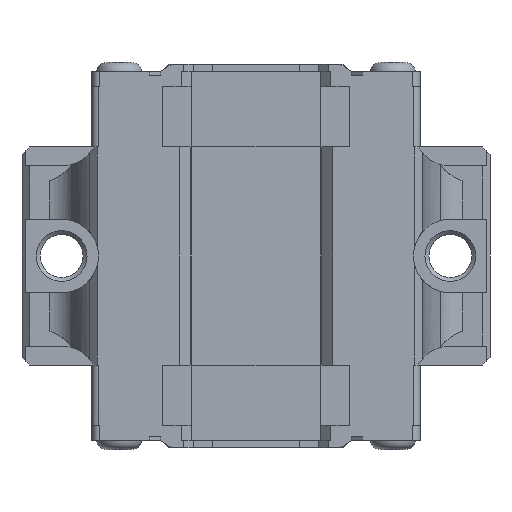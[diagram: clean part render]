
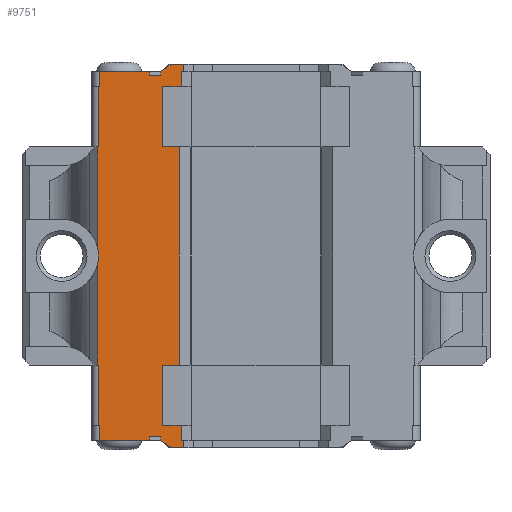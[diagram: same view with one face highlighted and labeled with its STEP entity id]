
A CAD part, front view. The second image highlights one B-rep face of the part: STEP entity #9751.
In plain terms, the highlighted planar face has unit normal (0, -1, 0).
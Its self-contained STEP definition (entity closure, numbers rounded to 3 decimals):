
#274=FACE_OUTER_BOUND('',#815,.T.);
#815=EDGE_LOOP('',(#6333,#6334,#6335,#6336,#6337,#6338,#6339,#6340,#6341,
#6342,#6343,#6344,#6345,#6346,#6347,#6348,#6349,#6350,#6351,#6352,#6353,
#6354,#6355,#6356,#6357,#6358,#6359,#6360,#6361,#6362,#6363,#6364,#6365,
#6366,#6367,#6368));
#1395=LINE('',#14168,#2475);
#1396=LINE('',#14170,#2476);
#1397=LINE('',#14172,#2477);
#1398=LINE('',#14174,#2478);
#1399=LINE('',#14176,#2479);
#1400=LINE('',#14178,#2480);
#1401=LINE('',#14180,#2481);
#1402=LINE('',#14182,#2482);
#1403=LINE('',#14184,#2483);
#1404=LINE('',#14186,#2484);
#1405=LINE('',#14188,#2485);
#1406=LINE('',#14190,#2486);
#1407=LINE('',#14192,#2487);
#1408=LINE('',#14194,#2488);
#1409=LINE('',#14196,#2489);
#1410=LINE('',#14198,#2490);
#1411=LINE('',#14200,#2491);
#1412=LINE('',#14202,#2492);
#1413=LINE('',#14204,#2493);
#1414=LINE('',#14206,#2494);
#1415=LINE('',#14208,#2495);
#1416=LINE('',#14210,#2496);
#1417=LINE('',#14212,#2497);
#1418=LINE('',#14214,#2498);
#1419=LINE('',#14216,#2499);
#1420=LINE('',#14218,#2500);
#1421=LINE('',#14220,#2501);
#1422=LINE('',#14222,#2502);
#1423=LINE('',#14224,#2503);
#1424=LINE('',#14226,#2504);
#1425=LINE('',#14228,#2505);
#1426=LINE('',#14230,#2506);
#1427=LINE('',#14232,#2507);
#1428=LINE('',#14234,#2508);
#1429=LINE('',#14235,#2509);
#2475=VECTOR('',#11247,10.);
#2476=VECTOR('',#11248,10.);
#2477=VECTOR('',#11249,10.);
#2478=VECTOR('',#11250,10.);
#2479=VECTOR('',#11251,10.);
#2480=VECTOR('',#11252,10.);
#2481=VECTOR('',#11253,10.);
#2482=VECTOR('',#11254,10.);
#2483=VECTOR('',#11255,10.);
#2484=VECTOR('',#11256,10.);
#2485=VECTOR('',#11257,10.);
#2486=VECTOR('',#11258,10.);
#2487=VECTOR('',#11259,10.);
#2488=VECTOR('',#11260,10.);
#2489=VECTOR('',#11261,10.);
#2490=VECTOR('',#11262,10.);
#2491=VECTOR('',#11263,10.);
#2492=VECTOR('',#11264,10.);
#2493=VECTOR('',#11265,10.);
#2494=VECTOR('',#11266,10.);
#2495=VECTOR('',#11267,10.);
#2496=VECTOR('',#11268,10.);
#2497=VECTOR('',#11269,10.);
#2498=VECTOR('',#11270,10.);
#2499=VECTOR('',#11271,10.);
#2500=VECTOR('',#11272,10.);
#2501=VECTOR('',#11273,10.);
#2502=VECTOR('',#11274,10.);
#2503=VECTOR('',#11275,10.);
#2504=VECTOR('',#11276,10.);
#2505=VECTOR('',#11277,10.);
#2506=VECTOR('',#11278,10.);
#2507=VECTOR('',#11279,10.);
#2508=VECTOR('',#11280,10.);
#2509=VECTOR('',#11281,10.);
#3546=CIRCLE('',#10316,4.65);
#3900=VERTEX_POINT('',#14106);
#3908=VERTEX_POINT('',#14151);
#3913=VERTEX_POINT('',#14167);
#3914=VERTEX_POINT('',#14169);
#3915=VERTEX_POINT('',#14171);
#3916=VERTEX_POINT('',#14173);
#3917=VERTEX_POINT('',#14175);
#3918=VERTEX_POINT('',#14177);
#3919=VERTEX_POINT('',#14179);
#3920=VERTEX_POINT('',#14181);
#3921=VERTEX_POINT('',#14183);
#3922=VERTEX_POINT('',#14185);
#3923=VERTEX_POINT('',#14187);
#3924=VERTEX_POINT('',#14189);
#3925=VERTEX_POINT('',#14191);
#3926=VERTEX_POINT('',#14193);
#3927=VERTEX_POINT('',#14195);
#3928=VERTEX_POINT('',#14197);
#3929=VERTEX_POINT('',#14199);
#3930=VERTEX_POINT('',#14201);
#3931=VERTEX_POINT('',#14203);
#3932=VERTEX_POINT('',#14205);
#3933=VERTEX_POINT('',#14207);
#3934=VERTEX_POINT('',#14209);
#3935=VERTEX_POINT('',#14211);
#3936=VERTEX_POINT('',#14213);
#3937=VERTEX_POINT('',#14215);
#3938=VERTEX_POINT('',#14217);
#3939=VERTEX_POINT('',#14219);
#3940=VERTEX_POINT('',#14221);
#3941=VERTEX_POINT('',#14223);
#3942=VERTEX_POINT('',#14225);
#3943=VERTEX_POINT('',#14227);
#3944=VERTEX_POINT('',#14229);
#3945=VERTEX_POINT('',#14231);
#3946=VERTEX_POINT('',#14233);
#4861=EDGE_CURVE('',#3900,#3908,#3546,.T.);
#4868=EDGE_CURVE('',#3913,#3908,#1395,.T.);
#4869=EDGE_CURVE('',#3914,#3913,#1396,.T.);
#4870=EDGE_CURVE('',#3914,#3915,#1397,.T.);
#4871=EDGE_CURVE('',#3915,#3916,#1398,.T.);
#4872=EDGE_CURVE('',#3916,#3917,#1399,.T.);
#4873=EDGE_CURVE('',#3918,#3917,#1400,.T.);
#4874=EDGE_CURVE('',#3918,#3919,#1401,.T.);
#4875=EDGE_CURVE('',#3919,#3920,#1402,.T.);
#4876=EDGE_CURVE('',#3920,#3921,#1403,.T.);
#4877=EDGE_CURVE('',#3922,#3921,#1404,.T.);
#4878=EDGE_CURVE('',#3922,#3923,#1405,.T.);
#4879=EDGE_CURVE('',#3923,#3924,#1406,.T.);
#4880=EDGE_CURVE('',#3925,#3924,#1407,.T.);
#4881=EDGE_CURVE('',#3926,#3925,#1408,.T.);
#4882=EDGE_CURVE('',#3926,#3927,#1409,.T.);
#4883=EDGE_CURVE('',#3927,#3928,#1410,.T.);
#4884=EDGE_CURVE('',#3928,#3929,#1411,.T.);
#4885=EDGE_CURVE('',#3929,#3930,#1412,.T.);
#4886=EDGE_CURVE('',#3930,#3931,#1413,.T.);
#4887=EDGE_CURVE('',#3931,#3932,#1414,.T.);
#4888=EDGE_CURVE('',#3932,#3933,#1415,.T.);
#4889=EDGE_CURVE('',#3933,#3934,#1416,.T.);
#4890=EDGE_CURVE('',#3934,#3935,#1417,.T.);
#4891=EDGE_CURVE('',#3935,#3936,#1418,.T.);
#4892=EDGE_CURVE('',#3937,#3936,#1419,.T.);
#4893=EDGE_CURVE('',#3938,#3937,#1420,.T.);
#4894=EDGE_CURVE('',#3938,#3939,#1421,.T.);
#4895=EDGE_CURVE('',#3939,#3940,#1422,.T.);
#4896=EDGE_CURVE('',#3940,#3941,#1423,.T.);
#4897=EDGE_CURVE('',#3942,#3941,#1424,.T.);
#4898=EDGE_CURVE('',#3943,#3942,#1425,.T.);
#4899=EDGE_CURVE('',#3943,#3944,#1426,.T.);
#4900=EDGE_CURVE('',#3945,#3944,#1427,.T.);
#4901=EDGE_CURVE('',#3946,#3945,#1428,.T.);
#4902=EDGE_CURVE('',#3900,#3946,#1429,.T.);
#6333=ORIENTED_EDGE('',*,*,#4861,.T.);
#6334=ORIENTED_EDGE('',*,*,#4868,.F.);
#6335=ORIENTED_EDGE('',*,*,#4869,.F.);
#6336=ORIENTED_EDGE('',*,*,#4870,.T.);
#6337=ORIENTED_EDGE('',*,*,#4871,.T.);
#6338=ORIENTED_EDGE('',*,*,#4872,.T.);
#6339=ORIENTED_EDGE('',*,*,#4873,.F.);
#6340=ORIENTED_EDGE('',*,*,#4874,.T.);
#6341=ORIENTED_EDGE('',*,*,#4875,.T.);
#6342=ORIENTED_EDGE('',*,*,#4876,.T.);
#6343=ORIENTED_EDGE('',*,*,#4877,.F.);
#6344=ORIENTED_EDGE('',*,*,#4878,.T.);
#6345=ORIENTED_EDGE('',*,*,#4879,.T.);
#6346=ORIENTED_EDGE('',*,*,#4880,.F.);
#6347=ORIENTED_EDGE('',*,*,#4881,.F.);
#6348=ORIENTED_EDGE('',*,*,#4882,.T.);
#6349=ORIENTED_EDGE('',*,*,#4883,.T.);
#6350=ORIENTED_EDGE('',*,*,#4884,.T.);
#6351=ORIENTED_EDGE('',*,*,#4885,.T.);
#6352=ORIENTED_EDGE('',*,*,#4886,.T.);
#6353=ORIENTED_EDGE('',*,*,#4887,.T.);
#6354=ORIENTED_EDGE('',*,*,#4888,.T.);
#6355=ORIENTED_EDGE('',*,*,#4889,.T.);
#6356=ORIENTED_EDGE('',*,*,#4890,.T.);
#6357=ORIENTED_EDGE('',*,*,#4891,.T.);
#6358=ORIENTED_EDGE('',*,*,#4892,.F.);
#6359=ORIENTED_EDGE('',*,*,#4893,.F.);
#6360=ORIENTED_EDGE('',*,*,#4894,.T.);
#6361=ORIENTED_EDGE('',*,*,#4895,.T.);
#6362=ORIENTED_EDGE('',*,*,#4896,.T.);
#6363=ORIENTED_EDGE('',*,*,#4897,.F.);
#6364=ORIENTED_EDGE('',*,*,#4898,.F.);
#6365=ORIENTED_EDGE('',*,*,#4899,.T.);
#6366=ORIENTED_EDGE('',*,*,#4900,.F.);
#6367=ORIENTED_EDGE('',*,*,#4901,.F.);
#6368=ORIENTED_EDGE('',*,*,#4902,.F.);
#9229=PLANE('',#10321);
#9751=ADVANCED_FACE('',(#274),#9229,.T.);
#10316=AXIS2_PLACEMENT_3D('',#14153,#11231,#11232);
#10321=AXIS2_PLACEMENT_3D('',#14166,#11245,#11246);
#11231=DIRECTION('center_axis',(0.,1.,0.));
#11232=DIRECTION('ref_axis',(0.,0.,1.));
#11245=DIRECTION('center_axis',(0.,-1.,0.));
#11246=DIRECTION('ref_axis',(1.,0.,0.));
#11247=DIRECTION('',(0.,0.,1.));
#11248=DIRECTION('',(-1.,0.,0.));
#11249=DIRECTION('',(0.,0.,-1.));
#11250=DIRECTION('',(1.,0.,0.));
#11251=DIRECTION('',(0.,0.,-1.));
#11252=DIRECTION('',(-1.,0.,0.));
#11253=DIRECTION('',(0.,0.,1.));
#11254=DIRECTION('',(1.,0.,0.));
#11255=DIRECTION('',(0.,0.,-1.));
#11256=DIRECTION('',(-0.816,0.,0.577));
#11257=DIRECTION('',(1.,0.,0.));
#11258=DIRECTION('',(0.,0.,1.));
#11259=DIRECTION('',(1.,0.,0.));
#11260=DIRECTION('',(0.,0.,-1.));
#11261=DIRECTION('',(-1.,0.,0.));
#11262=DIRECTION('',(0.,0.,1.));
#11263=DIRECTION('',(1.,0.,0.));
#11264=DIRECTION('',(0.,0.,1.));
#11265=DIRECTION('',(-1.,0.,0.));
#11266=DIRECTION('',(0.,0.,1.));
#11267=DIRECTION('',(1.,0.,0.));
#11268=DIRECTION('',(0.,0.,1.));
#11269=DIRECTION('',(1.,0.,0.));
#11270=DIRECTION('',(0.,0.,1.));
#11271=DIRECTION('',(1.,0.,0.));
#11272=DIRECTION('',(0.816,0.,0.577));
#11273=DIRECTION('',(0.,0.,-1.));
#11274=DIRECTION('',(-1.,0.,0.));
#11275=DIRECTION('',(0.,0.,1.));
#11276=DIRECTION('',(1.,0.,0.));
#11277=DIRECTION('',(0.,0.,1.));
#11278=DIRECTION('',(-1.,0.,0.));
#11279=DIRECTION('',(0.,0.,1.));
#11280=DIRECTION('',(1.,0.,0.));
#11281=DIRECTION('',(0.,0.,1.));
#14106=CARTESIAN_POINT('',(-20.,-18.4,1.172));
#14151=CARTESIAN_POINT('',(-20.,-18.4,-1.172));
#14153=CARTESIAN_POINT('Origin',(-24.5,-18.4,0.));
#14166=CARTESIAN_POINT('Origin',(-20.,-18.4,0.));
#14167=CARTESIAN_POINT('',(-20.,-18.4,-13.75));
#14168=CARTESIAN_POINT('',(-20.,-18.4,0.));
#14169=CARTESIAN_POINT('',(-19.8,-18.4,-13.75));
#14170=CARTESIAN_POINT('',(-20.,-18.4,-13.75));
#14171=CARTESIAN_POINT('',(-19.8,-18.4,-21.35));
#14172=CARTESIAN_POINT('',(-19.8,-18.4,-13.75));
#14173=CARTESIAN_POINT('',(-19.7,-18.4,-21.35));
#14174=CARTESIAN_POINT('',(-10.,-18.4,-21.35));
#14175=CARTESIAN_POINT('',(-19.7,-18.4,-23.25));
#14176=CARTESIAN_POINT('',(-19.7,-18.4,-23.25));
#14177=CARTESIAN_POINT('',(-13.401,-18.4,-23.25));
#14178=CARTESIAN_POINT('',(-19.8,-18.4,-23.25));
#14179=CARTESIAN_POINT('',(-13.401,-18.4,-22.75));
#14180=CARTESIAN_POINT('',(-13.401,-18.4,-14.125));
#14181=CARTESIAN_POINT('',(-11.987,-18.4,-22.75));
#14182=CARTESIAN_POINT('',(-10.,-18.4,-22.75));
#14183=CARTESIAN_POINT('',(-11.987,-18.4,-23.25));
#14184=CARTESIAN_POINT('',(-11.987,-18.4,-14.125));
#14185=CARTESIAN_POINT('',(-10.714,-18.4,-24.15));
#14186=CARTESIAN_POINT('',(-10.714,-18.4,-24.15));
#14187=CARTESIAN_POINT('',(-9.13,-18.4,-24.15));
#14188=CARTESIAN_POINT('',(-10.714,-18.4,-24.15));
#14189=CARTESIAN_POINT('',(-9.13,-18.4,-23.25));
#14190=CARTESIAN_POINT('',(-9.13,-18.4,-24.15));
#14191=CARTESIAN_POINT('',(-9.41,-18.4,-23.25));
#14192=CARTESIAN_POINT('',(-11.987,-18.4,-23.25));
#14193=CARTESIAN_POINT('',(-9.41,-18.4,-21.35));
#14194=CARTESIAN_POINT('',(-9.41,-18.4,-13.75));
#14195=CARTESIAN_POINT('',(-11.8,-18.4,-21.35));
#14196=CARTESIAN_POINT('',(-10.,-18.4,-21.35));
#14197=CARTESIAN_POINT('',(-11.8,-18.4,-13.75));
#14198=CARTESIAN_POINT('',(-11.8,-18.4,-6.875));
#14199=CARTESIAN_POINT('',(-9.65,-18.4,-13.75));
#14200=CARTESIAN_POINT('',(-10.,-18.4,-13.75));
#14201=CARTESIAN_POINT('',(-9.65,-18.4,13.75));
#14202=CARTESIAN_POINT('',(-9.65,-18.4,0.));
#14203=CARTESIAN_POINT('',(-11.8,-18.4,13.75));
#14204=CARTESIAN_POINT('',(-10.,-18.4,13.75));
#14205=CARTESIAN_POINT('',(-11.8,-18.4,21.35));
#14206=CARTESIAN_POINT('',(-11.8,-18.4,6.875));
#14207=CARTESIAN_POINT('',(-9.41,-18.4,21.35));
#14208=CARTESIAN_POINT('',(-10.,-18.4,21.35));
#14209=CARTESIAN_POINT('',(-9.41,-18.4,23.25));
#14210=CARTESIAN_POINT('',(-9.41,-18.4,13.75));
#14211=CARTESIAN_POINT('',(-9.13,-18.4,23.25));
#14212=CARTESIAN_POINT('',(-11.987,-18.4,23.25));
#14213=CARTESIAN_POINT('',(-9.13,-18.4,24.15));
#14214=CARTESIAN_POINT('',(-9.13,-18.4,23.25));
#14215=CARTESIAN_POINT('',(-10.714,-18.4,24.15));
#14216=CARTESIAN_POINT('',(-10.714,-18.4,24.15));
#14217=CARTESIAN_POINT('',(-11.987,-18.4,23.25));
#14218=CARTESIAN_POINT('',(-11.987,-18.4,23.25));
#14219=CARTESIAN_POINT('',(-11.987,-18.4,22.75));
#14220=CARTESIAN_POINT('',(-11.987,-18.4,11.375));
#14221=CARTESIAN_POINT('',(-13.401,-18.4,22.75));
#14222=CARTESIAN_POINT('',(-10.,-18.4,22.75));
#14223=CARTESIAN_POINT('',(-13.401,-18.4,23.25));
#14224=CARTESIAN_POINT('',(-13.401,-18.4,11.375));
#14225=CARTESIAN_POINT('',(-19.7,-18.4,23.25));
#14226=CARTESIAN_POINT('',(-19.8,-18.4,23.25));
#14227=CARTESIAN_POINT('',(-19.7,-18.4,21.35));
#14228=CARTESIAN_POINT('',(-19.7,-18.4,23.25));
#14229=CARTESIAN_POINT('',(-19.8,-18.4,21.35));
#14230=CARTESIAN_POINT('',(-10.,-18.4,21.35));
#14231=CARTESIAN_POINT('',(-19.8,-18.4,13.75));
#14232=CARTESIAN_POINT('',(-19.8,-18.4,13.75));
#14233=CARTESIAN_POINT('',(-20.,-18.4,13.75));
#14234=CARTESIAN_POINT('',(-20.,-18.4,13.75));
#14235=CARTESIAN_POINT('',(-20.,-18.4,0.));
